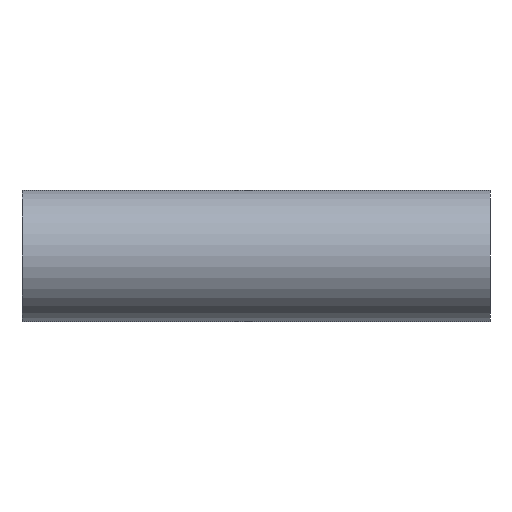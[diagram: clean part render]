
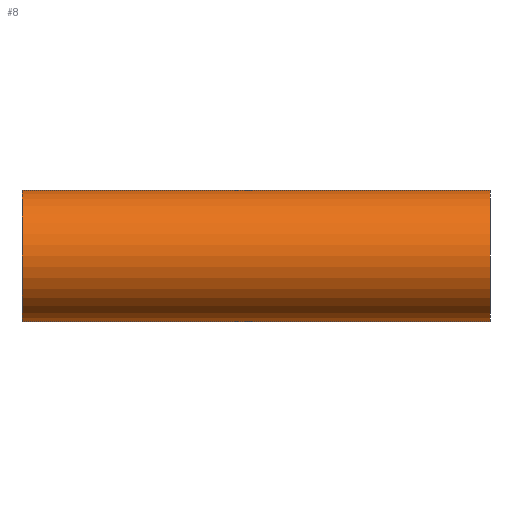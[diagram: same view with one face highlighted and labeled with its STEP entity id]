
A CAD part, left-side view. The second image highlights one B-rep face of the part: STEP entity #8.
In plain terms, the highlighted cylindrical face has radius 7 mm (diameter 14 mm), a partial arc.
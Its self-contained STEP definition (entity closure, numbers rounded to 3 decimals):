
#8 = ADVANCED_FACE ( 'NONE', ( #187 ), #14, .T. ) ;
#11 = CARTESIAN_POINT ( 'NONE',  ( 0., 50., 0. ) ) ;
#13 = DIRECTION ( 'NONE',  ( 0., 1., 0. ) ) ;
#14 = CYLINDRICAL_SURFACE ( 'NONE', #157, 7. ) ;
#23 = VERTEX_POINT ( 'NONE', #169 ) ;
#24 = VECTOR ( 'NONE', #173, 1000. ) ;
#26 = VECTOR ( 'NONE', #241, 1000. ) ;
#29 = DIRECTION ( 'NONE',  ( 0., 0., 1. ) ) ;
#32 = CARTESIAN_POINT ( 'NONE',  ( 0., 0., 0. ) ) ;
#38 = EDGE_CURVE ( 'NONE', #158, #45, #95, .T. ) ;
#45 = VERTEX_POINT ( 'NONE', #92 ) ;
#49 = EDGE_CURVE ( 'NONE', #23, #149, #224, .T. ) ;
#63 = CIRCLE ( 'NONE', #191, 7. ) ;
#68 = ORIENTED_EDGE ( 'NONE', *, *, #38, .T. ) ;
#80 = CARTESIAN_POINT ( 'NONE',  ( 0., 50., -7. ) ) ;
#83 = CARTESIAN_POINT ( 'NONE',  ( 0., 50., 0. ) ) ;
#92 = CARTESIAN_POINT ( 'NONE',  ( 0., 0., -7. ) ) ;
#94 = EDGE_LOOP ( 'NONE', ( #236, #154, #68, #165 ) ) ;
#95 = LINE ( 'NONE', #80, #24 ) ;
#100 = CIRCLE ( 'NONE', #145, 7. ) ;
#141 = EDGE_CURVE ( 'NONE', #158, #23, #100, .T. ) ;
#144 = DIRECTION ( 'NONE',  ( 0., 0., -1. ) ) ;
#145 = AXIS2_PLACEMENT_3D ( 'NONE', #11, #13, #29 ) ;
#149 = VERTEX_POINT ( 'NONE', #243 ) ;
#154 = ORIENTED_EDGE ( 'NONE', *, *, #141, .F. ) ;
#157 = AXIS2_PLACEMENT_3D ( 'NONE', #83, #193, #144 ) ;
#158 = VERTEX_POINT ( 'NONE', #200 ) ;
#165 = ORIENTED_EDGE ( 'NONE', *, *, #237, .T. ) ;
#169 = CARTESIAN_POINT ( 'NONE',  ( 0., 50., 7. ) ) ;
#173 = DIRECTION ( 'NONE',  ( 0., -1., 0. ) ) ;
#175 = DIRECTION ( 'NONE',  ( 0., 1., 0. ) ) ;
#187 = FACE_OUTER_BOUND ( 'NONE', #94, .T. ) ;
#191 = AXIS2_PLACEMENT_3D ( 'NONE', #32, #175, #249 ) ;
#193 = DIRECTION ( 'NONE',  ( 0., -1., 0. ) ) ;
#200 = CARTESIAN_POINT ( 'NONE',  ( 0., 50., -7. ) ) ;
#224 = LINE ( 'NONE', #229, #26 ) ;
#229 = CARTESIAN_POINT ( 'NONE',  ( 0., 50., 7. ) ) ;
#236 = ORIENTED_EDGE ( 'NONE', *, *, #49, .F. ) ;
#237 = EDGE_CURVE ( 'NONE', #45, #149, #63, .T. ) ;
#241 = DIRECTION ( 'NONE',  ( 0., -1., 0. ) ) ;
#243 = CARTESIAN_POINT ( 'NONE',  ( 0., 0., 7. ) ) ;
#249 = DIRECTION ( 'NONE',  ( 0., 0., 1. ) ) ;
